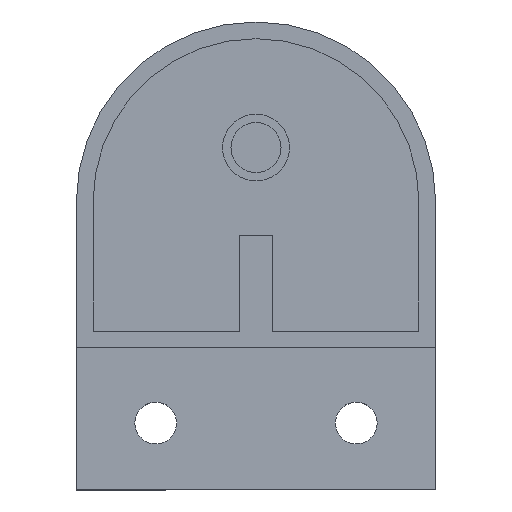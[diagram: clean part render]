
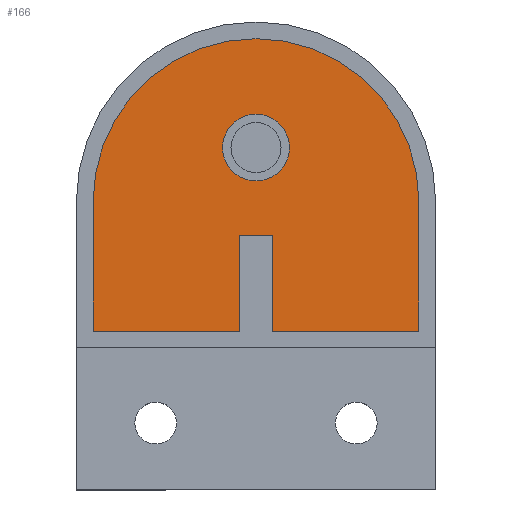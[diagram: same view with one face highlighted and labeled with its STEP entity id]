
A CAD part, top view. The second image highlights one B-rep face of the part: STEP entity #166.
In plain terms, the highlighted planar face has unit normal (0, 0, 1).
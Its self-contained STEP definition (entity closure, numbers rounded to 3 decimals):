
#6 = ORIENTED_EDGE ( 'NONE', *, *, #377, .T. ) ;
#7 = CARTESIAN_POINT ( 'NONE',  ( 2., 30.425, 5.5 ) ) ;
#18 = DIRECTION ( 'NONE',  ( 1., 0., 0. ) ) ;
#33 = CARTESIAN_POINT ( 'NONE',  ( -2., 30.425, 5.5 ) ) ;
#63 = CARTESIAN_POINT ( 'NONE',  ( 0., 34.5, 5.5 ) ) ;
#66 = CARTESIAN_POINT ( 'NONE',  ( 19.5, 19., 5.5 ) ) ;
#99 = DIRECTION ( 'NONE',  ( 1., 0., 0. ) ) ;
#108 = CARTESIAN_POINT ( 'NONE',  ( 2., 19., 5.5 ) ) ;
#110 = DIRECTION ( 'NONE',  ( 1., 0., 0. ) ) ;
#116 = CIRCLE ( 'NONE', #1028, 4. ) ;
#128 = VERTEX_POINT ( 'NONE', #794 ) ;
#144 = CARTESIAN_POINT ( 'NONE',  ( 19.5, 19., 5.5 ) ) ;
#160 = CARTESIAN_POINT ( 'NONE',  ( -4., 40.968, 5.5 ) ) ;
#166 = ADVANCED_FACE ( 'NONE', ( #783, #375 ), #699, .T. ) ;
#167 = AXIS2_PLACEMENT_3D ( 'NONE', #63, #489, #391 ) ;
#168 = VECTOR ( 'NONE', #973, 1000. ) ;
#183 = VECTOR ( 'NONE', #597, 1000. ) ;
#189 = CIRCLE ( 'NONE', #793, 4. ) ;
#210 = ORIENTED_EDGE ( 'NONE', *, *, #462, .T. ) ;
#220 = DIRECTION ( 'NONE',  ( 0., -1., 0. ) ) ;
#248 = CARTESIAN_POINT ( 'NONE',  ( -19.5, 19., 5.5 ) ) ;
#270 = CARTESIAN_POINT ( 'NONE',  ( 0., 40.968, 5.5 ) ) ;
#276 = CARTESIAN_POINT ( 'NONE',  ( -2., 19., 5.5 ) ) ;
#277 = ORIENTED_EDGE ( 'NONE', *, *, #918, .F. ) ;
#279 = VERTEX_POINT ( 'NONE', #505 ) ;
#284 = ORIENTED_EDGE ( 'NONE', *, *, #871, .T. ) ;
#328 = ORIENTED_EDGE ( 'NONE', *, *, #396, .T. ) ;
#355 = EDGE_CURVE ( 'NONE', #390, #931, #189, .T. ) ;
#362 = DIRECTION ( 'NONE',  ( 0., 0., 1. ) ) ;
#367 = LINE ( 'NONE', #33, #738 ) ;
#375 = FACE_OUTER_BOUND ( 'NONE', #464, .T. ) ;
#377 = EDGE_CURVE ( 'NONE', #852, #588, #367, .T. ) ;
#382 = CARTESIAN_POINT ( 'NONE',  ( 0., 34.5, 5.5 ) ) ;
#390 = VERTEX_POINT ( 'NONE', #929 ) ;
#391 = DIRECTION ( 'NONE',  ( 1., 0., 0. ) ) ;
#396 = EDGE_CURVE ( 'NONE', #588, #279, #844, .T. ) ;
#408 = CARTESIAN_POINT ( 'NONE',  ( 0., 40.968, 5.5 ) ) ;
#415 = ORIENTED_EDGE ( 'NONE', *, *, #806, .T. ) ;
#416 = VERTEX_POINT ( 'NONE', #516 ) ;
#424 = EDGE_CURVE ( 'NONE', #279, #747, #839, .T. ) ;
#451 = ORIENTED_EDGE ( 'NONE', *, *, #563, .T. ) ;
#462 = EDGE_CURVE ( 'NONE', #416, #852, #1013, .T. ) ;
#464 = EDGE_LOOP ( 'NONE', ( #328, #525, #451, #845, #415, #284, #210, #6 ) ) ;
#489 = DIRECTION ( 'NONE',  ( 0., 0., 1. ) ) ;
#505 = CARTESIAN_POINT ( 'NONE',  ( 2., 19., 5.5 ) ) ;
#516 = CARTESIAN_POINT ( 'NONE',  ( -2., 19., 5.5 ) ) ;
#525 = ORIENTED_EDGE ( 'NONE', *, *, #424, .T. ) ;
#537 = EDGE_CURVE ( 'NONE', #128, #843, #704, .T. ) ;
#542 = CARTESIAN_POINT ( 'NONE',  ( -19.5, 34.5, 5.5 ) ) ;
#545 = LINE ( 'NONE', #144, #168 ) ;
#563 = EDGE_CURVE ( 'NONE', #747, #128, #545, .T. ) ;
#577 = CARTESIAN_POINT ( 'NONE',  ( -19.5, 19., 5.5 ) ) ;
#587 = ORIENTED_EDGE ( 'NONE', *, *, #355, .F. ) ;
#588 = VERTEX_POINT ( 'NONE', #7 ) ;
#595 = VECTOR ( 'NONE', #757, 1000. ) ;
#597 = DIRECTION ( 'NONE',  ( 0., 1., 0. ) ) ;
#620 = CARTESIAN_POINT ( 'NONE',  ( -19.5, 34.5, 5.5 ) ) ;
#640 = LINE ( 'NONE', #577, #697 ) ;
#697 = VECTOR ( 'NONE', #915, 1000. ) ;
#699 = PLANE ( 'NONE',  #1033 ) ;
#704 = CIRCLE ( 'NONE', #167, 19.5 ) ;
#708 = CARTESIAN_POINT ( 'NONE',  ( -2., 30.425, 5.5 ) ) ;
#738 = VECTOR ( 'NONE', #99, 1000. ) ;
#747 = VERTEX_POINT ( 'NONE', #66 ) ;
#757 = DIRECTION ( 'NONE',  ( 0., -1., 0. ) ) ;
#767 = VECTOR ( 'NONE', #220, 1000. ) ;
#773 = VECTOR ( 'NONE', #110, 1000. ) ;
#781 = EDGE_LOOP ( 'NONE', ( #587, #277 ) ) ;
#783 = FACE_BOUND ( 'NONE', #781, .T. ) ;
#793 = AXIS2_PLACEMENT_3D ( 'NONE', #270, #362, #832 ) ;
#794 = CARTESIAN_POINT ( 'NONE',  ( 19.5, 34.5, 5.5 ) ) ;
#806 = EDGE_CURVE ( 'NONE', #843, #942, #1048, .T. ) ;
#832 = DIRECTION ( 'NONE',  ( 1., 0., 0. ) ) ;
#839 = LINE ( 'NONE', #108, #773 ) ;
#843 = VERTEX_POINT ( 'NONE', #620 ) ;
#844 = LINE ( 'NONE', #1004, #595 ) ;
#845 = ORIENTED_EDGE ( 'NONE', *, *, #537, .T. ) ;
#852 = VERTEX_POINT ( 'NONE', #708 ) ;
#871 = EDGE_CURVE ( 'NONE', #942, #416, #640, .T. ) ;
#915 = DIRECTION ( 'NONE',  ( 1., 0., 0. ) ) ;
#918 = EDGE_CURVE ( 'NONE', #931, #390, #116, .T. ) ;
#929 = CARTESIAN_POINT ( 'NONE',  ( 4., 40.968, 5.5 ) ) ;
#931 = VERTEX_POINT ( 'NONE', #160 ) ;
#942 = VERTEX_POINT ( 'NONE', #248 ) ;
#973 = DIRECTION ( 'NONE',  ( 0., 1., 0. ) ) ;
#977 = DIRECTION ( 'NONE',  ( 0., 0., 1. ) ) ;
#982 = DIRECTION ( 'NONE',  ( 0., 0., 1. ) ) ;
#1001 = DIRECTION ( 'NONE',  ( 1., 0., 0. ) ) ;
#1004 = CARTESIAN_POINT ( 'NONE',  ( 2., 19., 5.5 ) ) ;
#1013 = LINE ( 'NONE', #276, #183 ) ;
#1028 = AXIS2_PLACEMENT_3D ( 'NONE', #408, #977, #1001 ) ;
#1033 = AXIS2_PLACEMENT_3D ( 'NONE', #382, #982, #18 ) ;
#1048 = LINE ( 'NONE', #542, #767 ) ;
